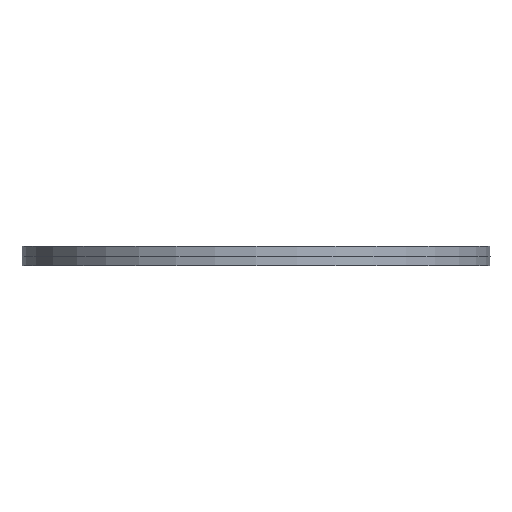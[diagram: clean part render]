
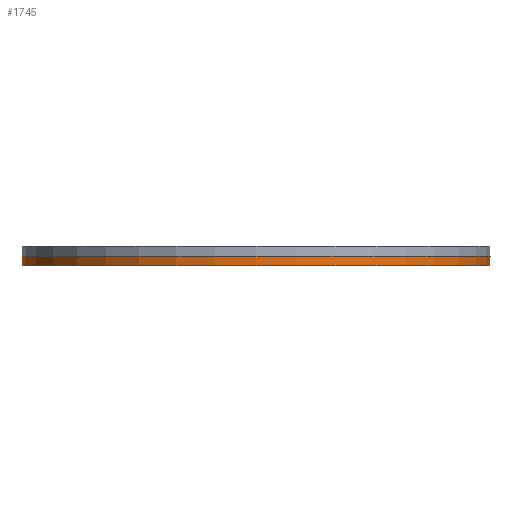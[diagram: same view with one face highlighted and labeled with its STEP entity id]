
A CAD part, front view. The second image highlights one B-rep face of the part: STEP entity #1745.
In plain terms, the highlighted conical face has half-angle 0.5 degrees and reference radius 19.05 mm.
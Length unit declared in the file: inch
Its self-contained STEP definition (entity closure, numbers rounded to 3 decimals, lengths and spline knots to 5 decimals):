
#115 = ORIENTED_EDGE ( 'NONE', *, *, #1451, .F. ) ;
#153 = FACE_OUTER_BOUND ( 'NONE', #1031, .T. ) ;
#171 = DIRECTION ( 'NONE',  ( 0., 0., 1. ) ) ;
#270 = EDGE_CURVE ( 'NONE', #1632, #1556, #320, .T. ) ;
#283 = EDGE_CURVE ( 'NONE', #1632, #914, #1713, .T. ) ;
#287 = CARTESIAN_POINT ( 'NONE',  ( -0.74973, 0., -0.03125 ) ) ;
#320 = LINE ( 'NONE', #476, #539 ) ;
#367 = CONICAL_SURFACE ( 'NONE', #1110, 0.75, 0.009 ) ;
#368 = ORIENTED_EDGE ( 'NONE', *, *, #623, .T. ) ;
#399 = LINE ( 'NONE', #1500, #1770 ) ;
#471 = ORIENTED_EDGE ( 'NONE', *, *, #270, .F. ) ;
#476 = CARTESIAN_POINT ( 'NONE',  ( -0.75, 0., 0. ) ) ;
#518 = CIRCLE ( 'NONE', #1656, 0.75 ) ;
#538 = DIRECTION ( 'NONE',  ( 0.009, 0., 1. ) ) ;
#539 = VECTOR ( 'NONE', #1044, 39.37008 ) ;
#623 = EDGE_CURVE ( 'NONE', #914, #1013, #399, .T. ) ;
#648 = CARTESIAN_POINT ( 'NONE',  ( 0.74973, 0., -0.03125 ) ) ;
#868 = AXIS2_PLACEMENT_3D ( 'NONE', #1177, #171, #1018 ) ;
#874 = CARTESIAN_POINT ( 'NONE',  ( 0.75, 0., 0. ) ) ;
#914 = VERTEX_POINT ( 'NONE', #648 ) ;
#1013 = VERTEX_POINT ( 'NONE', #874 ) ;
#1018 = DIRECTION ( 'NONE',  ( 1., 0., 0. ) ) ;
#1027 = CARTESIAN_POINT ( 'NONE',  ( 0., 0., 0. ) ) ;
#1031 = EDGE_LOOP ( 'NONE', ( #1337, #368, #115, #471 ) ) ;
#1044 = DIRECTION ( 'NONE',  ( -0.009, 0., 1. ) ) ;
#1088 = CARTESIAN_POINT ( 'NONE',  ( -0.75, 0., 0. ) ) ;
#1110 = AXIS2_PLACEMENT_3D ( 'NONE', #1154, #1704, #1146 ) ;
#1146 = DIRECTION ( 'NONE',  ( -1., 0., 0. ) ) ;
#1154 = CARTESIAN_POINT ( 'NONE',  ( 0., 0., 0. ) ) ;
#1177 = CARTESIAN_POINT ( 'NONE',  ( 0., 0., -0.03125 ) ) ;
#1326 = DIRECTION ( 'NONE',  ( 0., 0., 1. ) ) ;
#1337 = ORIENTED_EDGE ( 'NONE', *, *, #283, .T. ) ;
#1451 = EDGE_CURVE ( 'NONE', #1556, #1013, #518, .T. ) ;
#1500 = CARTESIAN_POINT ( 'NONE',  ( 0.75, 0., 0. ) ) ;
#1556 = VERTEX_POINT ( 'NONE', #1088 ) ;
#1632 = VERTEX_POINT ( 'NONE', #287 ) ;
#1656 = AXIS2_PLACEMENT_3D ( 'NONE', #1027, #1326, #1742 ) ;
#1704 = DIRECTION ( 'NONE',  ( 0., 0., 1. ) ) ;
#1713 = CIRCLE ( 'NONE', #868, 0.74973 ) ;
#1742 = DIRECTION ( 'NONE',  ( 1., 0., 0. ) ) ;
#1745 = ADVANCED_FACE ( 'NONE', ( #153 ), #367, .T. ) ;
#1770 = VECTOR ( 'NONE', #538, 39.37008 ) ;
